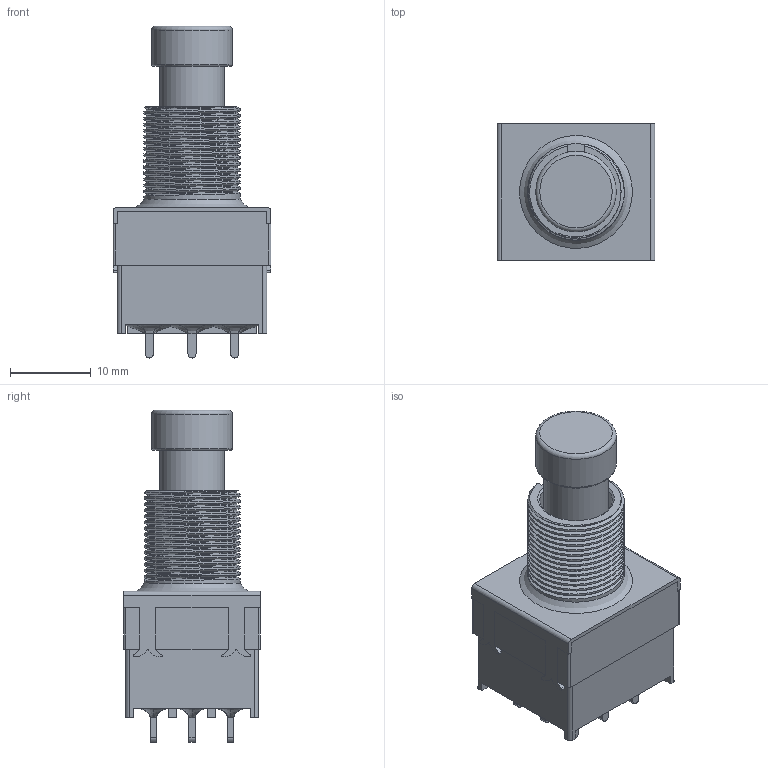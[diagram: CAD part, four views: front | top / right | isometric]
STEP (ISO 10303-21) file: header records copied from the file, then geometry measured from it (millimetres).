
FILE_DESCRIPTION(('FreeCAD Model'),'2;1');
FILE_NAME('Alpha Taiwan SF17010-0203-21R-X.step','2019-06-25T16:23:55',( 'Author'),(''),'Open CASCADE STEP processor 7.3','FreeCAD','Unknown' );
FILE_SCHEMA(('AUTOMOTIVE_DESIGN { 1 0 10303 214 1 1 1 1 }'));
Length unit declared in the file: millimetre
Products named in the file (1): SF17010-0203-21R-X
Bounding box: 19.6 x 17 x 41.2 mm (x, y, z)
Volume: 6600.9 mm3; surface area: 3520.9 mm2
Topology: 1 solids, 1 shells, 336 faces, 943 edges, 627 vertices
Faces by surface type: plane 177, bspline 91, cylinder 47, extrusion 16, cone 3, torus 2
Full cylindrical faces by diameter (mm): 8 x1, 9 x1, 10 x1
Entity records: 23388 total; most frequent: CARTESIAN_POINT 13204, ORIENTED_EDGE 1886, DIRECTION 1210, EDGE_CURVE 943, VERTEX_POINT 627, VECTOR 408, AXIS2_PLACEMENT_3D 401, B_SPLINE_CURVE_WITH_KNOTS 396
